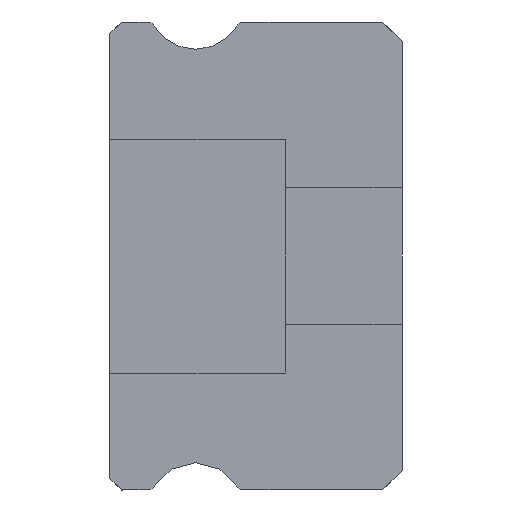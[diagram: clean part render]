
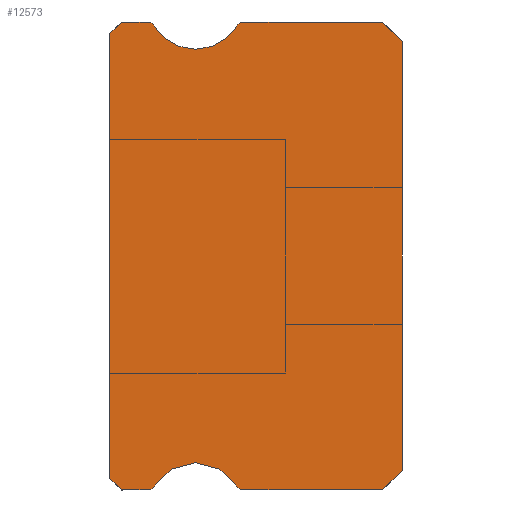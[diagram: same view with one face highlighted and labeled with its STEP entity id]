
A CAD part, left-side view. The second image highlights one B-rep face of the part: STEP entity #12573.
In plain terms, the highlighted planar face has unit normal (-1, 0, 0).
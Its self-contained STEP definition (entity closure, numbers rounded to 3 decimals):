
#69 = DIRECTION ( 'NONE',  ( 0., -1., 0. ) ) ;
#137 = CARTESIAN_POINT ( 'NONE',  ( -7.5, 6.512, 5.85 ) ) ;
#206 = CARTESIAN_POINT ( 'NONE',  ( -7.5, 7.2, 6. ) ) ;
#397 = DIRECTION ( 'NONE',  ( 0., -0.707, -0.707 ) ) ;
#647 = EDGE_CURVE ( 'NONE', #10939, #2156, #11288, .T. ) ;
#656 = CIRCLE ( 'NONE', #872, 0.15 ) ;
#712 = CARTESIAN_POINT ( 'NONE',  ( -7.5, 7.5, 5.85 ) ) ;
#872 = AXIS2_PLACEMENT_3D ( 'NONE', #5647, #8974, #12072 ) ;
#892 = EDGE_LOOP ( 'NONE', ( #1505, #3110, #4728, #2857, #7574, #3047, #2505, #12399, #12502, #5488, #5466, #5285, #5150, #12245, #11779, #13095, #2452 ) ) ;
#986 = AXIS2_PLACEMENT_3D ( 'NONE', #9549, #12657, #3420 ) ;
#1205 = AXIS2_PLACEMENT_3D ( 'NONE', #2919, #13306, #13371 ) ;
#1423 = DIRECTION ( 'NONE',  ( 1., 0., 0. ) ) ;
#1505 = ORIENTED_EDGE ( 'NONE', *, *, #8002, .T. ) ;
#1532 = CARTESIAN_POINT ( 'NONE',  ( -7.5, 0., -5.5 ) ) ;
#1555 = DIRECTION ( 'NONE',  ( 0., 0., -1. ) ) ;
#1745 = EDGE_CURVE ( 'NONE', #4737, #8848, #2500, .T. ) ;
#1847 = CARTESIAN_POINT ( 'NONE',  ( -7.5, 5.3, 6.55 ) ) ;
#1896 = DIRECTION ( 'NONE',  ( 0., -1., 0. ) ) ;
#2156 = VERTEX_POINT ( 'NONE', #7131 ) ;
#2363 = VECTOR ( 'NONE', #4123, 1000. ) ;
#2452 = ORIENTED_EDGE ( 'NONE', *, *, #11888, .T. ) ;
#2475 = AXIS2_PLACEMENT_3D ( 'NONE', #137, #1423, #6415 ) ;
#2500 = CIRCLE ( 'NONE', #3113, 1.25 ) ;
#2505 = ORIENTED_EDGE ( 'NONE', *, *, #12723, .F. ) ;
#2514 = VERTEX_POINT ( 'NONE', #11724 ) ;
#2654 = DIRECTION ( 'NONE',  ( 1., 0., 0. ) ) ;
#2681 = AXIS2_PLACEMENT_3D ( 'NONE', #7772, #2654, #1555 ) ;
#2857 = ORIENTED_EDGE ( 'NONE', *, *, #647, .T. ) ;
#2904 = EDGE_CURVE ( 'NONE', #7751, #4737, #5957, .T. ) ;
#2919 = CARTESIAN_POINT ( 'NONE',  ( -7.5, 6.512, 5.85 ) ) ;
#3041 = DIRECTION ( 'NONE',  ( 0., 0.707, -0.707 ) ) ;
#3047 = ORIENTED_EDGE ( 'NONE', *, *, #9486, .F. ) ;
#3110 = ORIENTED_EDGE ( 'NONE', *, *, #3119, .F. ) ;
#3113 = AXIS2_PLACEMENT_3D ( 'NONE', #1847, #10093, #9083 ) ;
#3119 = EDGE_CURVE ( 'NONE', #5127, #2514, #4764, .T. ) ;
#3129 = CARTESIAN_POINT ( 'NONE',  ( -7.5, 6.512, 6. ) ) ;
#3312 = DIRECTION ( 'NONE',  ( 0., 0., 1. ) ) ;
#3412 = CARTESIAN_POINT ( 'NONE',  ( -7.5, 4.217, -5.925 ) ) ;
#3420 = DIRECTION ( 'NONE',  ( 0., 0., -1. ) ) ;
#3495 = DIRECTION ( 'NONE',  ( 0., 1., 0. ) ) ;
#3835 = LINE ( 'NONE', #8961, #6895 ) ;
#3837 = VECTOR ( 'NONE', #9984, 1000. ) ;
#3848 = CIRCLE ( 'NONE', #5316, 0.15 ) ;
#3943 = VERTEX_POINT ( 'NONE', #1532 ) ;
#3955 = CARTESIAN_POINT ( 'NONE',  ( -7.5, 0., 5.5 ) ) ;
#4034 = EDGE_CURVE ( 'NONE', #8848, #9919, #6385, .T. ) ;
#4123 = DIRECTION ( 'NONE',  ( 0., -0.707, -0.707 ) ) ;
#4378 = CARTESIAN_POINT ( 'NONE',  ( -7.5, 5.3, 5.3 ) ) ;
#4572 = CARTESIAN_POINT ( 'NONE',  ( -7.5, 5.3, 6.55 ) ) ;
#4728 = ORIENTED_EDGE ( 'NONE', *, *, #13168, .T. ) ;
#4737 = VERTEX_POINT ( 'NONE', #9834 ) ;
#4764 = LINE ( 'NONE', #712, #6170 ) ;
#5127 = VERTEX_POINT ( 'NONE', #5530 ) ;
#5150 = ORIENTED_EDGE ( 'NONE', *, *, #6255, .F. ) ;
#5272 = CARTESIAN_POINT ( 'NONE',  ( -7.5, 6.512, -6. ) ) ;
#5285 = ORIENTED_EDGE ( 'NONE', *, *, #11669, .F. ) ;
#5316 = AXIS2_PLACEMENT_3D ( 'NONE', #8643, #11663, #5742 ) ;
#5385 = CARTESIAN_POINT ( 'NONE',  ( -7.5, 0., 5.5 ) ) ;
#5466 = ORIENTED_EDGE ( 'NONE', *, *, #11721, .F. ) ;
#5488 = ORIENTED_EDGE ( 'NONE', *, *, #9078, .T. ) ;
#5530 = CARTESIAN_POINT ( 'NONE',  ( -7.5, 7.5, -5.7 ) ) ;
#5647 = CARTESIAN_POINT ( 'NONE',  ( -7.5, 6.512, -5.85 ) ) ;
#5673 = CIRCLE ( 'NONE', #2681, 0.15 ) ;
#5680 = EDGE_CURVE ( 'NONE', #3943, #6822, #9051, .T. ) ;
#5742 = DIRECTION ( 'NONE',  ( 0., 0., -1. ) ) ;
#5845 = VECTOR ( 'NONE', #397, 1000. ) ;
#5869 = VERTEX_POINT ( 'NONE', #8070 ) ;
#5957 = CIRCLE ( 'NONE', #1205, 0.15 ) ;
#5962 = CARTESIAN_POINT ( 'NONE',  ( -7.5, 4.088, -6. ) ) ;
#6170 = VECTOR ( 'NONE', #12983, 1000. ) ;
#6255 = EDGE_CURVE ( 'NONE', #9919, #10340, #3848, .T. ) ;
#6385 = CIRCLE ( 'NONE', #13301, 1.25 ) ;
#6415 = DIRECTION ( 'NONE',  ( 0., 0., -1. ) ) ;
#6458 = CARTESIAN_POINT ( 'NONE',  ( -7.5, 0.5, 6. ) ) ;
#6477 = FACE_OUTER_BOUND ( 'NONE', #892, .T. ) ;
#6578 = CARTESIAN_POINT ( 'NONE',  ( -7.5, 4.217, 5.925 ) ) ;
#6822 = VERTEX_POINT ( 'NONE', #9054 ) ;
#6895 = VECTOR ( 'NONE', #3495, 1000. ) ;
#6946 = VERTEX_POINT ( 'NONE', #8130 ) ;
#7131 = CARTESIAN_POINT ( 'NONE',  ( -7.5, 6.512, -6. ) ) ;
#7439 = CARTESIAN_POINT ( 'NONE',  ( -7.5, 7.2, -6. ) ) ;
#7574 = ORIENTED_EDGE ( 'NONE', *, *, #10217, .F. ) ;
#7751 = VERTEX_POINT ( 'NONE', #3129 ) ;
#7772 = CARTESIAN_POINT ( 'NONE',  ( -7.5, 4.088, -5.85 ) ) ;
#7947 = DIRECTION ( 'NONE',  ( -1., 0., 0. ) ) ;
#8002 = EDGE_CURVE ( 'NONE', #9112, #2514, #13289, .T. ) ;
#8070 = CARTESIAN_POINT ( 'NONE',  ( -7.5, 0.5, 6. ) ) ;
#8130 = CARTESIAN_POINT ( 'NONE',  ( -7.5, 6.383, -5.925 ) ) ;
#8208 = LINE ( 'NONE', #11122, #13359 ) ;
#8505 = LINE ( 'NONE', #5385, #9010 ) ;
#8580 = PLANE ( 'NONE',  #2475 ) ;
#8643 = CARTESIAN_POINT ( 'NONE',  ( -7.5, 4.088, 5.85 ) ) ;
#8848 = VERTEX_POINT ( 'NONE', #4378 ) ;
#8961 = CARTESIAN_POINT ( 'NONE',  ( -7.5, 7.2, 6. ) ) ;
#8974 = DIRECTION ( 'NONE',  ( 1., 0., 0. ) ) ;
#9010 = VECTOR ( 'NONE', #3312, 1000. ) ;
#9051 = LINE ( 'NONE', #9108, #3837 ) ;
#9054 = CARTESIAN_POINT ( 'NONE',  ( -7.5, 0.5, -6. ) ) ;
#9078 = EDGE_CURVE ( 'NONE', #3943, #12097, #8505, .T. ) ;
#9083 = DIRECTION ( 'NONE',  ( 0., 0., -1. ) ) ;
#9108 = CARTESIAN_POINT ( 'NONE',  ( -7.5, 0., -5.5 ) ) ;
#9112 = VERTEX_POINT ( 'NONE', #206 ) ;
#9264 = VECTOR ( 'NONE', #1896, 1000. ) ;
#9372 = CIRCLE ( 'NONE', #986, 1.25 ) ;
#9486 = EDGE_CURVE ( 'NONE', #10448, #6946, #9372, .T. ) ;
#9549 = CARTESIAN_POINT ( 'NONE',  ( -7.5, 5.3, -6.55 ) ) ;
#9780 = VECTOR ( 'NONE', #69, 1000. ) ;
#9834 = CARTESIAN_POINT ( 'NONE',  ( -7.5, 6.383, 5.925 ) ) ;
#9919 = VERTEX_POINT ( 'NONE', #6578 ) ;
#9923 = LINE ( 'NONE', #10873, #5845 ) ;
#9984 = DIRECTION ( 'NONE',  ( 0., 0.707, -0.707 ) ) ;
#10093 = DIRECTION ( 'NONE',  ( -1., 0., 0. ) ) ;
#10217 = EDGE_CURVE ( 'NONE', #6946, #2156, #656, .T. ) ;
#10326 = EDGE_CURVE ( 'NONE', #6822, #11194, #8208, .T. ) ;
#10340 = VERTEX_POINT ( 'NONE', #11247 ) ;
#10430 = VECTOR ( 'NONE', #3041, 1000. ) ;
#10448 = VERTEX_POINT ( 'NONE', #3412 ) ;
#10873 = CARTESIAN_POINT ( 'NONE',  ( -7.5, 7.2, -6. ) ) ;
#10939 = VERTEX_POINT ( 'NONE', #7439 ) ;
#11122 = CARTESIAN_POINT ( 'NONE',  ( -7.5, 6.512, -6. ) ) ;
#11141 = CARTESIAN_POINT ( 'NONE',  ( -7.5, 6.512, 6. ) ) ;
#11194 = VERTEX_POINT ( 'NONE', #5962 ) ;
#11244 = DIRECTION ( 'NONE',  ( 0., 0., -1. ) ) ;
#11247 = CARTESIAN_POINT ( 'NONE',  ( -7.5, 4.088, 6. ) ) ;
#11288 = LINE ( 'NONE', #5272, #9780 ) ;
#11663 = DIRECTION ( 'NONE',  ( 1., 0., 0. ) ) ;
#11669 = EDGE_CURVE ( 'NONE', #10340, #5869, #12139, .T. ) ;
#11721 = EDGE_CURVE ( 'NONE', #5869, #12097, #13364, .T. ) ;
#11724 = CARTESIAN_POINT ( 'NONE',  ( -7.5, 7.5, 5.7 ) ) ;
#11779 = ORIENTED_EDGE ( 'NONE', *, *, #1745, .F. ) ;
#11888 = EDGE_CURVE ( 'NONE', #7751, #9112, #3835, .T. ) ;
#12072 = DIRECTION ( 'NONE',  ( 0., 0., -1. ) ) ;
#12080 = CARTESIAN_POINT ( 'NONE',  ( -7.5, 7.5, 5.7 ) ) ;
#12097 = VERTEX_POINT ( 'NONE', #3955 ) ;
#12139 = LINE ( 'NONE', #11141, #9264 ) ;
#12245 = ORIENTED_EDGE ( 'NONE', *, *, #4034, .F. ) ;
#12399 = ORIENTED_EDGE ( 'NONE', *, *, #10326, .F. ) ;
#12451 = DIRECTION ( 'NONE',  ( 0., 1., 0. ) ) ;
#12502 = ORIENTED_EDGE ( 'NONE', *, *, #5680, .F. ) ;
#12573 = ADVANCED_FACE ( 'NONE', ( #6477 ), #8580, .F. ) ;
#12657 = DIRECTION ( 'NONE',  ( -1., 0., 0. ) ) ;
#12723 = EDGE_CURVE ( 'NONE', #11194, #10448, #5673, .T. ) ;
#12983 = DIRECTION ( 'NONE',  ( 0., 0., 1. ) ) ;
#13095 = ORIENTED_EDGE ( 'NONE', *, *, #2904, .F. ) ;
#13168 = EDGE_CURVE ( 'NONE', #5127, #10939, #9923, .T. ) ;
#13289 = LINE ( 'NONE', #12080, #10430 ) ;
#13301 = AXIS2_PLACEMENT_3D ( 'NONE', #4572, #7947, #11244 ) ;
#13306 = DIRECTION ( 'NONE',  ( 1., 0., 0. ) ) ;
#13359 = VECTOR ( 'NONE', #12451, 1000. ) ;
#13364 = LINE ( 'NONE', #6458, #2363 ) ;
#13371 = DIRECTION ( 'NONE',  ( 0., 0., -1. ) ) ;
